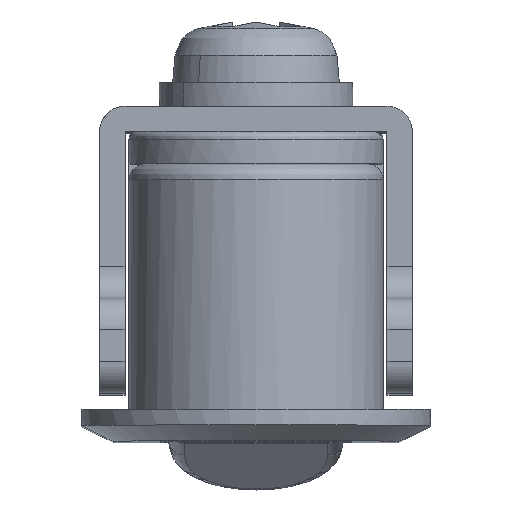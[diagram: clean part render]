
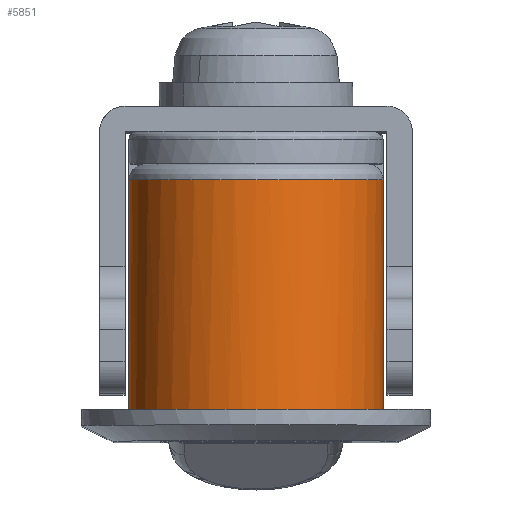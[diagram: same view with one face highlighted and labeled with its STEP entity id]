
A CAD part, top view. The second image highlights one B-rep face of the part: STEP entity #5851.
In plain terms, the highlighted free-form (B-spline) face has degree [1, 2] with [2, 5] control points.
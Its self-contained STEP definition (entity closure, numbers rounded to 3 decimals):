
#5598=CARTESIAN_POINT('',(8.,8.95,41.5));
#5599=VERTEX_POINT('',#5598);
#5605=CARTESIAN_POINT('',(8.,-5.5,41.5));
#5606=VERTEX_POINT('',#5605);
#5607=CARTESIAN_POINT('',(8.,8.95,41.5));
#5608=CARTESIAN_POINT('',(8.,-5.5,41.5));
#5609=QUASI_UNIFORM_CURVE('',1,(#5607,#5608),.UNSPECIFIED.,.F.,.U.);
#5610=EDGE_CURVE('',#5599,#5606,#5609,.T.);
#5648=CARTESIAN_POINT('',(0.,-5.5,49.5));
#5649=VERTEX_POINT('',#5648);
#5650=CARTESIAN_POINT('',(0.,-5.5,49.5));
#5651=CARTESIAN_POINT('',(0.524,-5.5,49.5));
#5652=CARTESIAN_POINT('',(1.636,-5.5,49.39));
#5653=CARTESIAN_POINT('',(3.268,-5.5,48.873));
#5654=CARTESIAN_POINT('',(4.634,-5.5,48.078));
#5655=CARTESIAN_POINT('',(5.628,-5.5,47.22));
#5656=CARTESIAN_POINT('',(6.366,-5.5,46.385));
#5657=CARTESIAN_POINT('',(7.059,-5.5,45.348));
#5658=CARTESIAN_POINT('',(7.619,-5.5,44.086));
#5659=CARTESIAN_POINT('',(7.937,-5.5,42.744));
#5660=CARTESIAN_POINT('',(8.,-5.5,41.893));
#5661=CARTESIAN_POINT('',(8.,-5.5,41.5));
#5662=B_SPLINE_CURVE_WITH_KNOTS('',3,(#5650,#5651,#5652,#5653,#5654,#5655,#5656,#5657,#5658,#5659,#5660,#5661),.UNSPECIFIED.,.F.,.U.,(4,1,1,1,1,1,1,1,1,4),(0.,1.571,3.338,5.105,6.283,7.265,8.443,10.014,11.388,12.566),.UNSPECIFIED.);
#5663=EDGE_CURVE('',#5649,#5606,#5662,.T.);
#5665=CARTESIAN_POINT('',(-8.0,-5.5,41.5));
#5666=VERTEX_POINT('',#5665);
#5667=CARTESIAN_POINT('',(-8.0,-5.5,41.5));
#5668=CARTESIAN_POINT('',(-8.,-5.5,42.024));
#5669=CARTESIAN_POINT('',(-7.903,-5.5,43.005));
#5670=CARTESIAN_POINT('',(-7.537,-5.5,44.267));
#5671=CARTESIAN_POINT('',(-7.046,-5.5,45.34));
#5672=CARTESIAN_POINT('',(-6.449,-5.5,46.283));
#5673=CARTESIAN_POINT('',(-5.592,-5.5,47.277));
#5674=CARTESIAN_POINT('',(-4.626,-5.5,48.069));
#5675=CARTESIAN_POINT('',(-3.436,-5.5,48.763));
#5676=CARTESIAN_POINT('',(-1.963,-5.5,49.331));
#5677=CARTESIAN_POINT('',(-0.72,-5.5,49.5));
#5678=CARTESIAN_POINT('',(0.,-5.5,49.5));
#5679=B_SPLINE_CURVE_WITH_KNOTS('',3,(#5667,#5668,#5669,#5670,#5671,#5672,#5673,#5674,#5675,#5676,#5677,#5678),.UNSPECIFIED.,.F.,.U.,(4,1,1,1,1,1,1,1,1,4),(0.,1.571,2.945,3.927,5.105,6.283,7.854,8.836,10.407,12.566),.UNSPECIFIED.);
#5680=EDGE_CURVE('',#5666,#5649,#5679,.T.);
#5789=CARTESIAN_POINT('',(-7.997,9.311,41.291));
#5790=CARTESIAN_POINT('',(-7.997,-5.87,41.291));
#5791=CARTESIAN_POINT('',(-8.218,9.311,49.718));
#5792=CARTESIAN_POINT('',(-8.218,-5.87,49.718));
#5793=CARTESIAN_POINT('',(0.209,9.311,49.497));
#5794=CARTESIAN_POINT('',(0.209,-5.87,49.497));
#5795=CARTESIAN_POINT('',(8.637,9.311,49.277));
#5796=CARTESIAN_POINT('',(8.637,-5.87,49.277));
#5797=CARTESIAN_POINT('',(7.975,9.311,40.872));
#5798=CARTESIAN_POINT('',(7.975,-5.87,40.872));
#5806=(BOUNDED_SURFACE()B_SPLINE_SURFACE(1,2,((#5789,#5791,#5793,#5795,#5797),(#5790,#5792,#5794,#5796,#5798)),.UNSPECIFIED.,.F.,.F.,.U.)B_SPLINE_SURFACE_WITH_KNOTS((2,2),(3,2,3),(0.0,15.182),(0.0,13.748,27.497),.UNSPECIFIED.)GEOMETRIC_REPRESENTATION_ITEM()RATIONAL_B_SPLINE_SURFACE(((1.0,0.688,1.0,0.688,1.0),(1.0,0.688,1.0,0.688,1.0)))REPRESENTATION_ITEM('')SURFACE());
#5807=ORIENTED_EDGE('',*,*,#5610,.F.);
#5808=CARTESIAN_POINT('',(0.,8.95,49.5));
#5809=VERTEX_POINT('',#5808);
#5810=CARTESIAN_POINT('',(8.,8.95,41.5));
#5811=CARTESIAN_POINT('',(8.,8.95,42.155));
#5812=CARTESIAN_POINT('',(7.847,8.95,43.398));
#5813=CARTESIAN_POINT('',(7.204,8.95,45.126));
#5814=CARTESIAN_POINT('',(6.342,8.95,46.451));
#5815=CARTESIAN_POINT('',(5.347,8.95,47.497));
#5816=CARTESIAN_POINT('',(4.38,8.95,48.232));
#5817=CARTESIAN_POINT('',(3.169,8.95,48.889));
#5818=CARTESIAN_POINT('',(1.734,8.95,49.373));
#5819=CARTESIAN_POINT('',(0.589,8.95,49.5));
#5820=CARTESIAN_POINT('',(0.,8.95,49.5));
#5821=B_SPLINE_CURVE_WITH_KNOTS('',3,(#5810,#5811,#5812,#5813,#5814,#5815,#5816,#5817,#5818,#5819,#5820),.UNSPECIFIED.,.F.,.U.,(4,1,1,1,1,1,1,1,4),(0.,1.963,3.731,5.498,6.676,8.05,9.13,10.799,12.566),.UNSPECIFIED.);
#5822=EDGE_CURVE('',#5599,#5809,#5821,.T.);
#5823=ORIENTED_EDGE('',*,*,#5822,.T.);
#5824=CARTESIAN_POINT('',(-8.,8.95,41.5));
#5825=VERTEX_POINT('',#5824);
#5826=CARTESIAN_POINT('',(0.,8.95,49.5));
#5827=CARTESIAN_POINT('',(-0.524,8.95,49.5));
#5828=CARTESIAN_POINT('',(-1.309,8.95,49.423));
#5829=CARTESIAN_POINT('',(-2.453,8.95,49.136));
#5830=CARTESIAN_POINT('',(-3.433,8.95,48.758));
#5831=CARTESIAN_POINT('',(-4.632,8.95,48.079));
#5832=CARTESIAN_POINT('',(-5.74,8.95,47.146));
#5833=CARTESIAN_POINT('',(-6.705,8.95,45.941));
#5834=CARTESIAN_POINT('',(-7.301,8.95,44.843));
#5835=CARTESIAN_POINT('',(-7.705,8.95,43.735));
#5836=CARTESIAN_POINT('',(-7.942,8.95,42.678));
#5837=CARTESIAN_POINT('',(-8.,8.95,41.893));
#5838=CARTESIAN_POINT('',(-8.,8.95,41.5));
#5839=B_SPLINE_CURVE_WITH_KNOTS('',3,(#5826,#5827,#5828,#5829,#5830,#5831,#5832,#5833,#5834,#5835,#5836,#5837,#5838),.UNSPECIFIED.,.F.,.U.,(4,1,1,1,1,1,1,1,1,1,4),(0.,1.571,2.356,3.534,4.712,6.48,7.854,9.327,10.21,11.388,12.566),.UNSPECIFIED.);
#5840=EDGE_CURVE('',#5809,#5825,#5839,.T.);
#5841=ORIENTED_EDGE('',*,*,#5840,.T.);
#5842=CARTESIAN_POINT('',(-8.,8.95,41.5));
#5843=CARTESIAN_POINT('',(-8.0,-5.5,41.5));
#5844=QUASI_UNIFORM_CURVE('',1,(#5842,#5843),.UNSPECIFIED.,.F.,.U.);
#5845=EDGE_CURVE('',#5825,#5666,#5844,.T.);
#5846=ORIENTED_EDGE('',*,*,#5845,.T.);
#5847=ORIENTED_EDGE('',*,*,#5680,.T.);
#5848=ORIENTED_EDGE('',*,*,#5663,.T.);
#5849=EDGE_LOOP('',(#5807,#5823,#5841,#5846,#5847,#5848));
#5850=FACE_OUTER_BOUND('',#5849,.T.);
#5851=ADVANCED_FACE('',(#5850),#5806,.T.);
